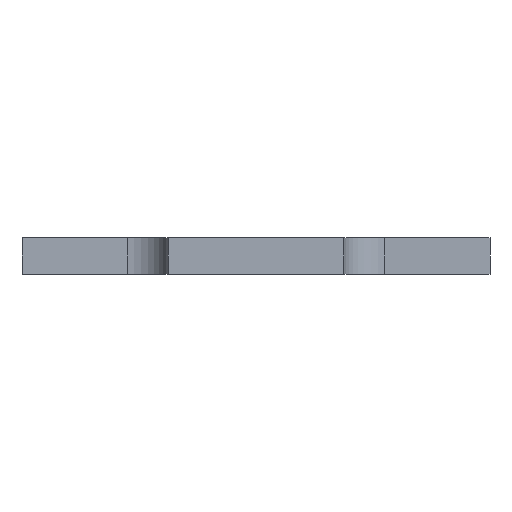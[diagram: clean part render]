
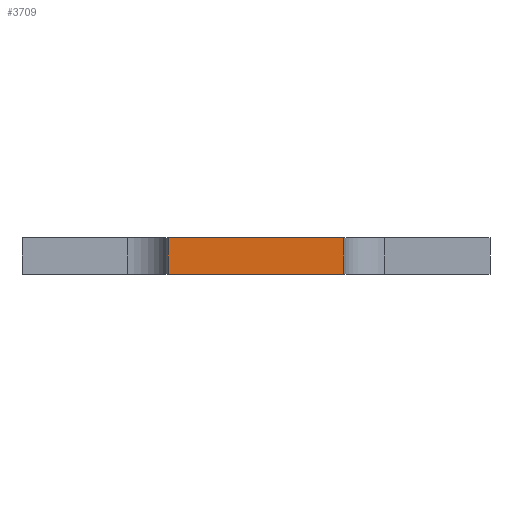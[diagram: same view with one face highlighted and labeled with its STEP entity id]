
A CAD part, left-side view. The second image highlights one B-rep face of the part: STEP entity #3709.
In plain terms, the highlighted planar face has unit normal (-1, 0, 0).
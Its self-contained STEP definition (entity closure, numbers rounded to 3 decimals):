
#83 = PLANE('',#84);
#84 = AXIS2_PLACEMENT_3D('',#85,#86,#87);
#85 = CARTESIAN_POINT('',(148.501,-105.004,1.6));
#86 = DIRECTION('',(-0.,-0.,-1.));
#87 = DIRECTION('',(-1.,0.,0.));
#137 = PLANE('',#138);
#138 = AXIS2_PLACEMENT_3D('',#139,#140,#141);
#139 = CARTESIAN_POINT('',(148.501,-105.004,0.));
#140 = DIRECTION('',(-0.,-0.,-1.));
#141 = DIRECTION('',(-1.,0.,0.));
#569 = VERTEX_POINT('',#570);
#570 = CARTESIAN_POINT('',(138.341,-108.814,0.));
#584 = PLANE('',#585);
#585 = AXIS2_PLACEMENT_3D('',#586,#587,#588);
#586 = CARTESIAN_POINT('',(142.913,-108.814,0.));
#587 = DIRECTION('',(0.,-1.,0.));
#588 = DIRECTION('',(-1.,0.,0.));
#596 = EDGE_CURVE('',#569,#597,#599,.T.);
#597 = VERTEX_POINT('',#598);
#598 = CARTESIAN_POINT('',(138.341,-101.194,0.));
#599 = SURFACE_CURVE('',#600,(#604,#611),.PCURVE_S1.);
#600 = LINE('',#601,#602);
#601 = CARTESIAN_POINT('',(138.341,-108.814,0.));
#602 = VECTOR('',#603,1.);
#603 = DIRECTION('',(0.,1.,0.));
#604 = PCURVE('',#137,#605);
#605 = DEFINITIONAL_REPRESENTATION('',(#606),#610);
#606 = LINE('',#607,#608);
#607 = CARTESIAN_POINT('',(10.16,-3.81));
#608 = VECTOR('',#609,1.);
#609 = DIRECTION('',(0.,1.));
#610 = ( GEOMETRIC_REPRESENTATION_CONTEXT(2) 
PARAMETRIC_REPRESENTATION_CONTEXT() REPRESENTATION_CONTEXT('2D SPACE',''
  ) );
#611 = PCURVE('',#612,#617);
#612 = PLANE('',#613);
#613 = AXIS2_PLACEMENT_3D('',#614,#615,#616);
#614 = CARTESIAN_POINT('',(138.341,-108.814,0.));
#615 = DIRECTION('',(-1.,0.,0.));
#616 = DIRECTION('',(0.,1.,0.));
#617 = DEFINITIONAL_REPRESENTATION('',(#618),#622);
#618 = LINE('',#619,#620);
#619 = CARTESIAN_POINT('',(0.,0.));
#620 = VECTOR('',#621,1.);
#621 = DIRECTION('',(1.,0.));
#622 = ( GEOMETRIC_REPRESENTATION_CONTEXT(2) 
PARAMETRIC_REPRESENTATION_CONTEXT() REPRESENTATION_CONTEXT('2D SPACE',''
  ) );
#640 = PLANE('',#641);
#641 = AXIS2_PLACEMENT_3D('',#642,#643,#644);
#642 = CARTESIAN_POINT('',(138.341,-101.194,0.));
#643 = DIRECTION('',(0.,1.,0.));
#644 = DIRECTION('',(1.,0.,0.));
#2307 = VERTEX_POINT('',#2308);
#2308 = CARTESIAN_POINT('',(138.341,-108.814,1.6));
#2329 = EDGE_CURVE('',#2307,#2330,#2332,.T.);
#2330 = VERTEX_POINT('',#2331);
#2331 = CARTESIAN_POINT('',(138.341,-101.194,1.6));
#2332 = SURFACE_CURVE('',#2333,(#2337,#2344),.PCURVE_S1.);
#2333 = LINE('',#2334,#2335);
#2334 = CARTESIAN_POINT('',(138.341,-108.814,1.6));
#2335 = VECTOR('',#2336,1.);
#2336 = DIRECTION('',(0.,1.,0.));
#2337 = PCURVE('',#83,#2338);
#2338 = DEFINITIONAL_REPRESENTATION('',(#2339),#2343);
#2339 = LINE('',#2340,#2341);
#2340 = CARTESIAN_POINT('',(10.16,-3.81));
#2341 = VECTOR('',#2342,1.);
#2342 = DIRECTION('',(0.,1.));
#2343 = ( GEOMETRIC_REPRESENTATION_CONTEXT(2) 
PARAMETRIC_REPRESENTATION_CONTEXT() REPRESENTATION_CONTEXT('2D SPACE',''
  ) );
#2344 = PCURVE('',#612,#2345);
#2345 = DEFINITIONAL_REPRESENTATION('',(#2346),#2350);
#2346 = LINE('',#2347,#2348);
#2347 = CARTESIAN_POINT('',(0.,-1.6));
#2348 = VECTOR('',#2349,1.);
#2349 = DIRECTION('',(1.,0.));
#2350 = ( GEOMETRIC_REPRESENTATION_CONTEXT(2) 
PARAMETRIC_REPRESENTATION_CONTEXT() REPRESENTATION_CONTEXT('2D SPACE',''
  ) );
#3659 = EDGE_CURVE('',#597,#2330,#3660,.T.);
#3660 = SURFACE_CURVE('',#3661,(#3665,#3672),.PCURVE_S1.);
#3661 = LINE('',#3662,#3663);
#3662 = CARTESIAN_POINT('',(138.341,-101.194,0.));
#3663 = VECTOR('',#3664,1.);
#3664 = DIRECTION('',(0.,0.,1.));
#3665 = PCURVE('',#640,#3666);
#3666 = DEFINITIONAL_REPRESENTATION('',(#3667),#3671);
#3667 = LINE('',#3668,#3669);
#3668 = CARTESIAN_POINT('',(0.,0.));
#3669 = VECTOR('',#3670,1.);
#3670 = DIRECTION('',(0.,-1.));
#3671 = ( GEOMETRIC_REPRESENTATION_CONTEXT(2) 
PARAMETRIC_REPRESENTATION_CONTEXT() REPRESENTATION_CONTEXT('2D SPACE',''
  ) );
#3672 = PCURVE('',#612,#3673);
#3673 = DEFINITIONAL_REPRESENTATION('',(#3674),#3678);
#3674 = LINE('',#3675,#3676);
#3675 = CARTESIAN_POINT('',(7.62,0.));
#3676 = VECTOR('',#3677,1.);
#3677 = DIRECTION('',(0.,-1.));
#3678 = ( GEOMETRIC_REPRESENTATION_CONTEXT(2) 
PARAMETRIC_REPRESENTATION_CONTEXT() REPRESENTATION_CONTEXT('2D SPACE',''
  ) );
#3709 = ADVANCED_FACE('',(#3710),#612,.T.);
#3710 = FACE_BOUND('',#3711,.T.);
#3711 = EDGE_LOOP('',(#3712,#3733,#3734,#3735));
#3712 = ORIENTED_EDGE('',*,*,#3713,.T.);
#3713 = EDGE_CURVE('',#569,#2307,#3714,.T.);
#3714 = SURFACE_CURVE('',#3715,(#3719,#3726),.PCURVE_S1.);
#3715 = LINE('',#3716,#3717);
#3716 = CARTESIAN_POINT('',(138.341,-108.814,0.));
#3717 = VECTOR('',#3718,1.);
#3718 = DIRECTION('',(0.,0.,1.));
#3719 = PCURVE('',#612,#3720);
#3720 = DEFINITIONAL_REPRESENTATION('',(#3721),#3725);
#3721 = LINE('',#3722,#3723);
#3722 = CARTESIAN_POINT('',(0.,0.));
#3723 = VECTOR('',#3724,1.);
#3724 = DIRECTION('',(0.,-1.));
#3725 = ( GEOMETRIC_REPRESENTATION_CONTEXT(2) 
PARAMETRIC_REPRESENTATION_CONTEXT() REPRESENTATION_CONTEXT('2D SPACE',''
  ) );
#3726 = PCURVE('',#584,#3727);
#3727 = DEFINITIONAL_REPRESENTATION('',(#3728),#3732);
#3728 = LINE('',#3729,#3730);
#3729 = CARTESIAN_POINT('',(4.572,0.));
#3730 = VECTOR('',#3731,1.);
#3731 = DIRECTION('',(0.,-1.));
#3732 = ( GEOMETRIC_REPRESENTATION_CONTEXT(2) 
PARAMETRIC_REPRESENTATION_CONTEXT() REPRESENTATION_CONTEXT('2D SPACE',''
  ) );
#3733 = ORIENTED_EDGE('',*,*,#2329,.T.);
#3734 = ORIENTED_EDGE('',*,*,#3659,.F.);
#3735 = ORIENTED_EDGE('',*,*,#596,.F.);
